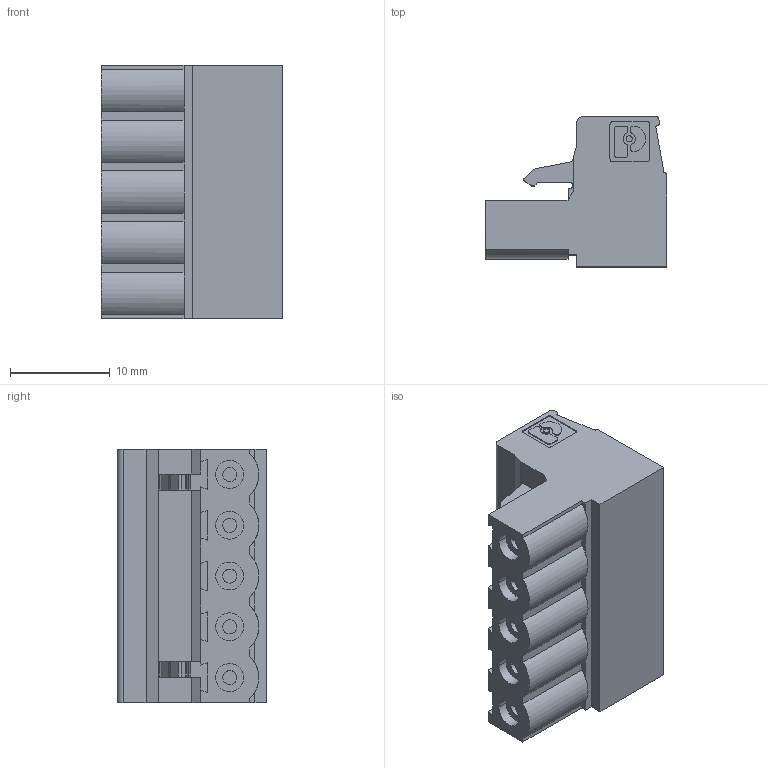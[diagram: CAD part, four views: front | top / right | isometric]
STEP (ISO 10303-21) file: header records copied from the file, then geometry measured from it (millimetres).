
FILE_DESCRIPTION(('Creo Elements/Direct Modeling STEP Export'),'2;1');
FILE_NAME('model.stp','2020-04-09T 5:29:32',(''),(''),'Creo Elements/Direct Modeling STEP processor for AP214 (Solid Model)','Creo Elements/Direct Modeling 20.1A 29-Sep-2018 (C) Parametric Technology GmbH','');
FILE_SCHEMA(('AUTOMOTIVE_DESIGN { 1 0 10303 214 1 1 1 1 }'));
Length unit declared in the file: millimetre
Products named in the file (2): PG106277
Assembly tree (1 placements, depth 2):
  PG106277
    PG106277
Bounding box: 18.2 x 15 x 25.4 mm (x, y, z)
Volume: 4113.6 mm3; surface area: 2879 mm2
Topology: 1 solids, 1 shells, 330 faces, 850 edges, 551 vertices
Faces by surface type: plane 237, cylinder 93
Entity records: 10218 total; most frequent: ORIENTED_EDGE 1700, CARTESIAN_POINT 1648, DIRECTION 1592, EDGE_CURVE 850, VECTOR 602, LINE 602, VERTEX_POINT 551, AXIS2_PLACEMENT_3D 495
